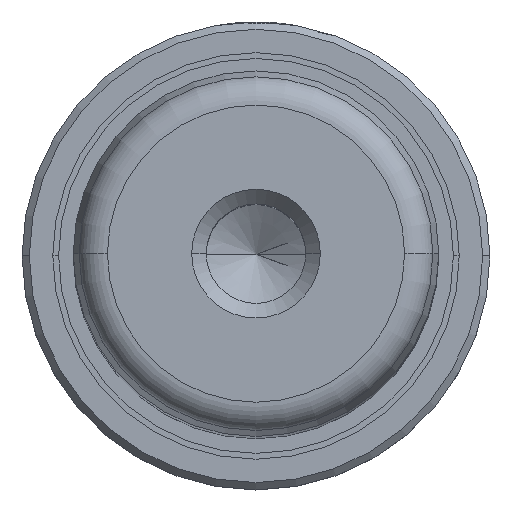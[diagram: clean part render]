
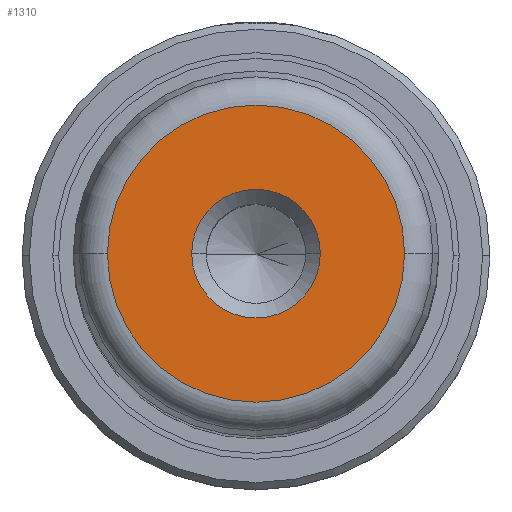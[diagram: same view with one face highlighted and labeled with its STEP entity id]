
A CAD part, top view. The second image highlights one B-rep face of the part: STEP entity #1310.
In plain terms, the highlighted planar face has unit normal (0, 0, 1).
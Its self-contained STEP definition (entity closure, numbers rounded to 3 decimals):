
#32 = EDGE_LOOP ( 'NONE', ( #2044, #421 ) ) ;
#46 = ORIENTED_EDGE ( 'NONE', *, *, #2170, .T. ) ;
#64 = DIRECTION ( 'NONE',  ( 1., 0., 0. ) ) ;
#70 = DIRECTION ( 'NONE',  ( 0., 0., -1. ) ) ;
#75 = CARTESIAN_POINT ( 'NONE',  ( 0., 0., 150. ) ) ;
#121 = DIRECTION ( 'NONE',  ( 1., 0., 0. ) ) ;
#127 = DIRECTION ( 'NONE',  ( 0., 0., 1. ) ) ;
#130 = CARTESIAN_POINT ( 'NONE',  ( 0., 0., 150. ) ) ;
#179 = CARTESIAN_POINT ( 'NONE',  ( -4.4, 0., 150. ) ) ;
#191 = FACE_BOUND ( 'NONE', #615, .T. ) ;
#421 = ORIENTED_EDGE ( 'NONE', *, *, #1101, .T. ) ;
#554 = ORIENTED_EDGE ( 'NONE', *, *, #1572, .T. ) ;
#573 = CIRCLE ( 'NONE', #1145, 4.4 ) ;
#615 = EDGE_LOOP ( 'NONE', ( #46, #554 ) ) ;
#739 = FACE_OUTER_BOUND ( 'NONE', #32, .T. ) ;
#776 = DIRECTION ( 'NONE',  ( 1., 0., 0. ) ) ;
#780 = DIRECTION ( 'NONE',  ( 0., 0., 1. ) ) ;
#782 = CARTESIAN_POINT ( 'NONE',  ( 0., 0., 150. ) ) ;
#789 = VERTEX_POINT ( 'NONE', #1091 ) ;
#920 = EDGE_CURVE ( 'NONE', #1729, #1190, #1893, .T. ) ;
#944 = AXIS2_PLACEMENT_3D ( 'NONE', #130, #127, #121 ) ;
#1091 = CARTESIAN_POINT ( 'NONE',  ( 4.4, 0., 150. ) ) ;
#1101 = EDGE_CURVE ( 'NONE', #1190, #1729, #1611, .T. ) ;
#1145 = AXIS2_PLACEMENT_3D ( 'NONE', #75, #70, #64 ) ;
#1190 = VERTEX_POINT ( 'NONE', #2242 ) ;
#1310 = ADVANCED_FACE ( 'NONE', ( #191, #739 ), #1342, .T. ) ;
#1342 = PLANE ( 'NONE',  #1652 ) ;
#1377 = DIRECTION ( 'NONE',  ( 1., 0., 0. ) ) ;
#1384 = DIRECTION ( 'NONE',  ( 0., 0., 1. ) ) ;
#1476 = CARTESIAN_POINT ( 'NONE',  ( 10.161, 0., 150. ) ) ;
#1531 = VERTEX_POINT ( 'NONE', #179 ) ;
#1572 = EDGE_CURVE ( 'NONE', #1531, #789, #2009, .T. ) ;
#1611 = CIRCLE ( 'NONE', #944, 10.161 ) ;
#1652 = AXIS2_PLACEMENT_3D ( 'NONE', #1685, #1384, #1377 ) ;
#1685 = CARTESIAN_POINT ( 'NONE',  ( 0., 0., 150. ) ) ;
#1729 = VERTEX_POINT ( 'NONE', #1476 ) ;
#1865 = DIRECTION ( 'NONE',  ( 1., 0., 0. ) ) ;
#1870 = DIRECTION ( 'NONE',  ( 0., 0., -1. ) ) ;
#1877 = CARTESIAN_POINT ( 'NONE',  ( 0., 0., 150. ) ) ;
#1893 = CIRCLE ( 'NONE', #2076, 10.161 ) ;
#1999 = AXIS2_PLACEMENT_3D ( 'NONE', #1877, #1870, #1865 ) ;
#2009 = CIRCLE ( 'NONE', #1999, 4.4 ) ;
#2044 = ORIENTED_EDGE ( 'NONE', *, *, #920, .T. ) ;
#2076 = AXIS2_PLACEMENT_3D ( 'NONE', #782, #780, #776 ) ;
#2170 = EDGE_CURVE ( 'NONE', #789, #1531, #573, .T. ) ;
#2242 = CARTESIAN_POINT ( 'NONE',  ( -10.161, 0., 150. ) ) ;
